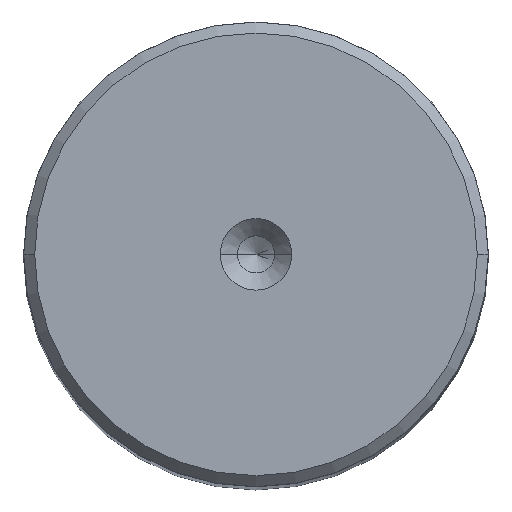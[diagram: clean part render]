
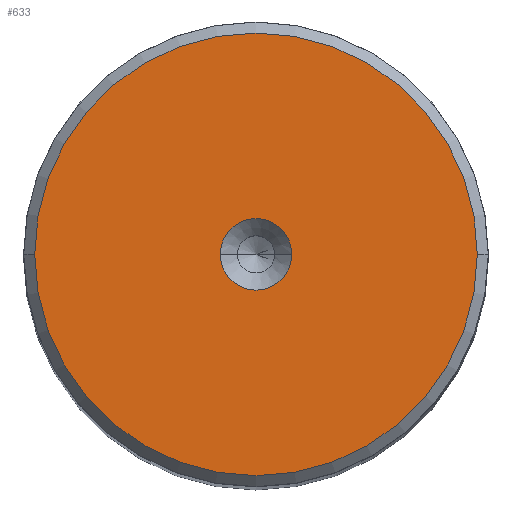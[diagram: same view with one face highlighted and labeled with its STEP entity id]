
A CAD part, top view. The second image highlights one B-rep face of the part: STEP entity #633.
In plain terms, the highlighted planar face has unit normal (0, 0, 1).
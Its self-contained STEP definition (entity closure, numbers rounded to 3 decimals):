
#4 = CARTESIAN_POINT ( 'NONE',  ( 0., 0., 200. ) ) ;
#39 = ORIENTED_EDGE ( 'NONE', *, *, #2817, .T. ) ;
#114 = FACE_OUTER_BOUND ( 'NONE', #467, .T. ) ;
#168 = ORIENTED_EDGE ( 'NONE', *, *, #2178, .T. ) ;
#253 = CIRCLE ( 'NONE', #2971, 23.817 ) ;
#265 = EDGE_CURVE ( 'NONE', #2365, #943, #830, .T. ) ;
#332 = CARTESIAN_POINT ( 'NONE',  ( 0., 0., 200. ) ) ;
#413 = CARTESIAN_POINT ( 'NONE',  ( 0., 0., 200. ) ) ;
#467 = EDGE_LOOP ( 'NONE', ( #168, #39 ) ) ;
#633 = ADVANCED_FACE ( 'NONE', ( #2573, #114 ), #1814, .T. ) ;
#726 = ORIENTED_EDGE ( 'NONE', *, *, #1752, .F. ) ;
#743 = CARTESIAN_POINT ( 'NONE',  ( -23.817, 0., 200. ) ) ;
#825 = DIRECTION ( 'NONE',  ( 0., 0., 1. ) ) ;
#830 = CIRCLE ( 'NONE', #971, 3.85 ) ;
#892 = DIRECTION ( 'NONE',  ( 0., 0., 1. ) ) ;
#937 = VERTEX_POINT ( 'NONE', #1165 ) ;
#943 = VERTEX_POINT ( 'NONE', #2137 ) ;
#971 = AXIS2_PLACEMENT_3D ( 'NONE', #332, #825, #2000 ) ;
#1138 = ORIENTED_EDGE ( 'NONE', *, *, #265, .F. ) ;
#1165 = CARTESIAN_POINT ( 'NONE',  ( 23.817, 0., 200. ) ) ;
#1401 = DIRECTION ( 'NONE',  ( 1., 0., 0. ) ) ;
#1752 = EDGE_CURVE ( 'NONE', #943, #2365, #2544, .T. ) ;
#1791 = AXIS2_PLACEMENT_3D ( 'NONE', #2112, #892, #2567 ) ;
#1814 = PLANE ( 'NONE',  #2893 ) ;
#1833 = DIRECTION ( 'NONE',  ( 1., 0., 0. ) ) ;
#1867 = VERTEX_POINT ( 'NONE', #743 ) ;
#1878 = AXIS2_PLACEMENT_3D ( 'NONE', #4, #2147, #1401 ) ;
#1948 = CIRCLE ( 'NONE', #1791, 23.817 ) ;
#1986 = DIRECTION ( 'NONE',  ( 0., 0., 1. ) ) ;
#2000 = DIRECTION ( 'NONE',  ( 1., 0., 0. ) ) ;
#2021 = CARTESIAN_POINT ( 'NONE',  ( -3.85, 0., 200. ) ) ;
#2112 = CARTESIAN_POINT ( 'NONE',  ( 0., 0., 200. ) ) ;
#2137 = CARTESIAN_POINT ( 'NONE',  ( 3.85, 0., 200. ) ) ;
#2147 = DIRECTION ( 'NONE',  ( 0., 0., 1. ) ) ;
#2178 = EDGE_CURVE ( 'NONE', #1867, #937, #1948, .T. ) ;
#2202 = DIRECTION ( 'NONE',  ( 1., 0., 0. ) ) ;
#2365 = VERTEX_POINT ( 'NONE', #2021 ) ;
#2456 = EDGE_LOOP ( 'NONE', ( #726, #1138 ) ) ;
#2544 = CIRCLE ( 'NONE', #1878, 3.85 ) ;
#2567 = DIRECTION ( 'NONE',  ( 1., 0., 0. ) ) ;
#2573 = FACE_BOUND ( 'NONE', #2456, .T. ) ;
#2659 = CARTESIAN_POINT ( 'NONE',  ( 0., 0., 200. ) ) ;
#2817 = EDGE_CURVE ( 'NONE', #937, #1867, #253, .T. ) ;
#2893 = AXIS2_PLACEMENT_3D ( 'NONE', #413, #3005, #1833 ) ;
#2971 = AXIS2_PLACEMENT_3D ( 'NONE', #2659, #1986, #2202 ) ;
#3005 = DIRECTION ( 'NONE',  ( 0., 0., 1. ) ) ;
